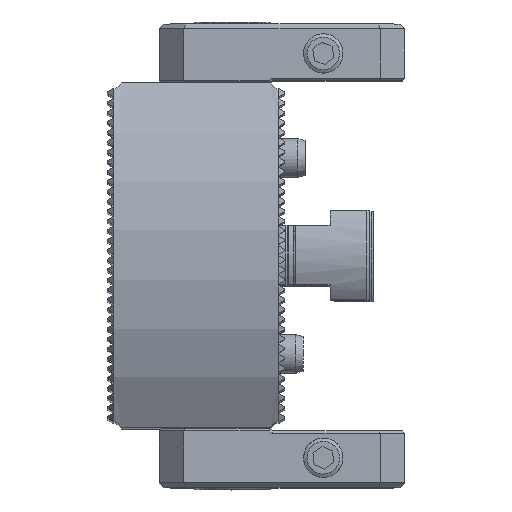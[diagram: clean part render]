
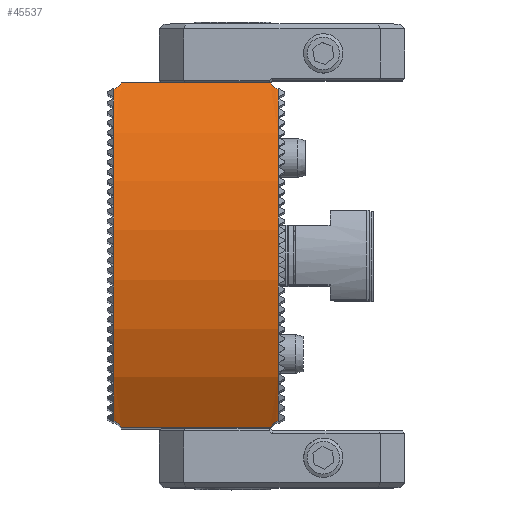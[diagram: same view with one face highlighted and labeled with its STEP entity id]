
A CAD part, top view. The second image highlights one B-rep face of the part: STEP entity #45537.
In plain terms, the highlighted cylindrical face has radius 65 mm (diameter 130 mm), a partial arc.
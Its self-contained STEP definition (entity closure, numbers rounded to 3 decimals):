
#39 = CARTESIAN_POINT ( 'NONE',  ( 15.1, 35., 104.772 ) ) ;
#463 = EDGE_LOOP ( 'NONE', ( #49320, #6193, #51332, #23048, #40039, #38432, #15832, #7068, #6047, #613, #16896, #35051 ) ) ;
#613 = ORIENTED_EDGE ( 'NONE', *, *, #7340, .T. ) ;
#1004 = LINE ( 'NONE', #26985, #54522 ) ;
#1192 = DIRECTION ( 'NONE',  ( 0., 0., -1. ) ) ;
#1277 = CARTESIAN_POINT ( 'NONE',  ( -16.7, -33.8, 105.521 ) ) ;
#1319 = CARTESIAN_POINT ( 'NONE',  ( 18.3, -33.8, 105.521 ) ) ;
#1471 = AXIS2_PLACEMENT_3D ( 'NONE', #14056, #18613, #1192 ) ;
#2592 = CARTESIAN_POINT ( 'NONE',  ( 16.3, 33.8, 105.521 ) ) ;
#2789 = CARTESIAN_POINT ( 'NONE',  ( -16.3, -33.8, 105.521 ) ) ;
#2844 = CARTESIAN_POINT ( 'NONE',  ( 16.3, -33.8, 105.521 ) ) ;
#3047 = LINE ( 'NONE', #1319, #17281 ) ;
#3149 = CARTESIAN_POINT ( 'NONE',  ( -15.497, 34.603, 105.026 ) ) ;
#3185 = DIRECTION ( 'NONE',  ( 0., 0., 1. ) ) ;
#4150 = CARTESIAN_POINT ( 'NONE',  ( 15.497, -34.603, 105.026 ) ) ;
#5203 = DIRECTION ( 'NONE',  ( 1., 0., 0. ) ) ;
#6047 = ORIENTED_EDGE ( 'NONE', *, *, #11152, .F. ) ;
#6193 = ORIENTED_EDGE ( 'NONE', *, *, #8521, .F. ) ;
#7068 = ORIENTED_EDGE ( 'NONE', *, *, #11430, .F. ) ;
#7191 = VECTOR ( 'NONE', #40902, 1000. ) ;
#7283 = CARTESIAN_POINT ( 'NONE',  ( 18.3, 0., 50. ) ) ;
#7340 = EDGE_CURVE ( 'NONE', #19415, #47423, #19709, .T. ) ;
#8027 = CARTESIAN_POINT ( 'NONE',  ( -15.1, -35., 104.772 ) ) ;
#8521 = EDGE_CURVE ( 'NONE', #40437, #35919, #54069, .T. ) ;
#8538 = CARTESIAN_POINT ( 'NONE',  ( 16.7, 33.8, 105.521 ) ) ;
#9820 = LINE ( 'NONE', #22581, #11165 ) ;
#11071 = FACE_OUTER_BOUND ( 'NONE', #463, .T. ) ;
#11152 = EDGE_CURVE ( 'NONE', #19415, #34792, #50806, .T. ) ;
#11165 = VECTOR ( 'NONE', #47945, 1000. ) ;
#11332 = VECTOR ( 'NONE', #48440, 1000. ) ;
#11430 = EDGE_CURVE ( 'NONE', #34792, #29385, #32148, .T. ) ;
#12998 = CARTESIAN_POINT ( 'NONE',  ( 16.3, -33.8, 105.521 ) ) ;
#13291 = VERTEX_POINT ( 'NONE', #21383 ) ;
#13799 = CARTESIAN_POINT ( 'NONE',  ( 18.3, -33.8, 105.521 ) ) ;
#14056 = CARTESIAN_POINT ( 'NONE',  ( -16.7, 0., 50. ) ) ;
#15832 = ORIENTED_EDGE ( 'NONE', *, *, #28833, .F. ) ;
#15953 = CARTESIAN_POINT ( 'NONE',  ( 18.3, -35., 104.772 ) ) ;
#16562 = CIRCLE ( 'NONE', #31233, 65. ) ;
#16847 = CARTESIAN_POINT ( 'NONE',  ( 15.1, -35., 104.772 ) ) ;
#16896 = ORIENTED_EDGE ( 'NONE', *, *, #20182, .T. ) ;
#17281 = VECTOR ( 'NONE', #31186, 1000. ) ;
#17452 = CARTESIAN_POINT ( 'NONE',  ( -15.1, -35., 104.772 ) ) ;
#18613 = DIRECTION ( 'NONE',  ( 1., 0., 0. ) ) ;
#19415 = VERTEX_POINT ( 'NONE', #30681 ) ;
#19709 =( BOUNDED_CURVE ( )  B_SPLINE_CURVE ( 3, ( #16847, #4150, #51650, #12998 ),
 .UNSPECIFIED., .F., .F. ) 
 B_SPLINE_CURVE_WITH_KNOTS ( ( 4, 4 ),
 ( 1.002, 1.024 ),
 .UNSPECIFIED. ) 
 CURVE ( )  GEOMETRIC_REPRESENTATION_ITEM ( )  RATIONAL_B_SPLINE_CURVE ( ( 1., 1., 1., 1. ) ) 
 REPRESENTATION_ITEM ( '' )  );
#20182 = EDGE_CURVE ( 'NONE', #47423, #52070, #3047, .T. ) ;
#21383 = CARTESIAN_POINT ( 'NONE',  ( -15.1, 35., 104.772 ) ) ;
#21668 = CARTESIAN_POINT ( 'NONE',  ( 16.7, 0., 50. ) ) ;
#21706 = VECTOR ( 'NONE', #50592, 1000. ) ;
#22581 = CARTESIAN_POINT ( 'NONE',  ( 18.3, 35., 104.772 ) ) ;
#22999 = EDGE_CURVE ( 'NONE', #38485, #27954, #36639, .T. ) ;
#23048 = ORIENTED_EDGE ( 'NONE', *, *, #40144, .T. ) ;
#24926 = CARTESIAN_POINT ( 'NONE',  ( -16.3, 33.8, 105.521 ) ) ;
#26185 = DIRECTION ( 'NONE',  ( 0., 0., -1. ) ) ;
#26259 = LINE ( 'NONE', #13799, #11332 ) ;
#26926 = VERTEX_POINT ( 'NONE', #8538 ) ;
#26985 = CARTESIAN_POINT ( 'NONE',  ( 18.3, 33.8, 105.521 ) ) ;
#27830 = CARTESIAN_POINT ( 'NONE',  ( 18.3, 33.8, 105.521 ) ) ;
#27954 = VERTEX_POINT ( 'NONE', #1277 ) ;
#28045 = CARTESIAN_POINT ( 'NONE',  ( 15.1, 35., 104.772 ) ) ;
#28833 = EDGE_CURVE ( 'NONE', #29385, #27954, #26259, .T. ) ;
#29385 = VERTEX_POINT ( 'NONE', #2789 ) ;
#29858 = CARTESIAN_POINT ( 'NONE',  ( -16.3, 33.8, 105.521 ) ) ;
#30253 = EDGE_CURVE ( 'NONE', #40437, #13291, #9820, .T. ) ;
#30469 = CARTESIAN_POINT ( 'NONE',  ( -16.3, -33.8, 105.521 ) ) ;
#30681 = CARTESIAN_POINT ( 'NONE',  ( 15.1, -35., 104.772 ) ) ;
#31186 = DIRECTION ( 'NONE',  ( 1., 0., 0. ) ) ;
#31233 = AXIS2_PLACEMENT_3D ( 'NONE', #21668, #52123, #26185 ) ;
#32148 =( BOUNDED_CURVE ( )  B_SPLINE_CURVE ( 3, ( #17452, #43530, #43926, #30469 ),
 .UNSPECIFIED., .F., .F. ) 
 B_SPLINE_CURVE_WITH_KNOTS ( ( 4, 4 ),
 ( 4.144, 4.166 ),
 .UNSPECIFIED. ) 
 CURVE ( )  GEOMETRIC_REPRESENTATION_ITEM ( )  RATIONAL_B_SPLINE_CURVE ( ( 1., 1., 1., 1. ) ) 
 REPRESENTATION_ITEM ( '' )  );
#34352 = EDGE_CURVE ( 'NONE', #39789, #38485, #49249, .T. ) ;
#34792 = VERTEX_POINT ( 'NONE', #8027 ) ;
#35051 = ORIENTED_EDGE ( 'NONE', *, *, #44687, .T. ) ;
#35919 = VERTEX_POINT ( 'NONE', #2592 ) ;
#36599 = EDGE_CURVE ( 'NONE', #35919, #26926, #1004, .T. ) ;
#36639 = CIRCLE ( 'NONE', #1471, 65. ) ;
#38432 = ORIENTED_EDGE ( 'NONE', *, *, #22999, .T. ) ;
#38485 = VERTEX_POINT ( 'NONE', #40592 ) ;
#39789 = VERTEX_POINT ( 'NONE', #29858 ) ;
#40034 =( BOUNDED_CURVE ( )  B_SPLINE_CURVE ( 3, ( #42284, #3149, #41726, #24926 ),
 .UNSPECIFIED., .F., .F. ) 
 B_SPLINE_CURVE_WITH_KNOTS ( ( 4, 4 ),
 ( 4.144, 4.166 ),
 .UNSPECIFIED. ) 
 CURVE ( )  GEOMETRIC_REPRESENTATION_ITEM ( )  RATIONAL_B_SPLINE_CURVE ( ( 1., 1., 1., 1. ) ) 
 REPRESENTATION_ITEM ( '' )  );
#40039 = ORIENTED_EDGE ( 'NONE', *, *, #34352, .T. ) ;
#40144 = EDGE_CURVE ( 'NONE', #13291, #39789, #40034, .T. ) ;
#40437 = VERTEX_POINT ( 'NONE', #28045 ) ;
#40592 = CARTESIAN_POINT ( 'NONE',  ( -16.7, 33.8, 105.521 ) ) ;
#40902 = DIRECTION ( 'NONE',  ( -1., 0., 0. ) ) ;
#41726 = CARTESIAN_POINT ( 'NONE',  ( -15.897, 34.203, 105.276 ) ) ;
#42284 = CARTESIAN_POINT ( 'NONE',  ( -15.1, 35., 104.772 ) ) ;
#43516 = CARTESIAN_POINT ( 'NONE',  ( 15.897, 34.203, 105.276 ) ) ;
#43530 = CARTESIAN_POINT ( 'NONE',  ( -15.497, -34.603, 105.026 ) ) ;
#43561 = CYLINDRICAL_SURFACE ( 'NONE', #48006, 65. ) ;
#43926 = CARTESIAN_POINT ( 'NONE',  ( -15.897, -34.203, 105.276 ) ) ;
#44687 = EDGE_CURVE ( 'NONE', #52070, #26926, #16562, .T. ) ;
#45537 = ADVANCED_FACE ( 'NONE', ( #11071 ), #43561, .T. ) ;
#45952 = DIRECTION ( 'NONE',  ( -1., 0., 0. ) ) ;
#47423 = VERTEX_POINT ( 'NONE', #2844 ) ;
#47945 = DIRECTION ( 'NONE',  ( -1., 0., 0. ) ) ;
#48006 = AXIS2_PLACEMENT_3D ( 'NONE', #7283, #45952, #3185 ) ;
#48075 = CARTESIAN_POINT ( 'NONE',  ( 15.497, 34.603, 105.026 ) ) ;
#48360 = CARTESIAN_POINT ( 'NONE',  ( 16.7, -33.8, 105.521 ) ) ;
#48440 = DIRECTION ( 'NONE',  ( -1., 0., 0. ) ) ;
#48447 = CARTESIAN_POINT ( 'NONE',  ( 16.3, 33.8, 105.521 ) ) ;
#49249 = LINE ( 'NONE', #27830, #7191 ) ;
#49320 = ORIENTED_EDGE ( 'NONE', *, *, #36599, .F. ) ;
#50592 = DIRECTION ( 'NONE',  ( -1., 0., 0. ) ) ;
#50806 = LINE ( 'NONE', #15953, #21706 ) ;
#51332 = ORIENTED_EDGE ( 'NONE', *, *, #30253, .T. ) ;
#51650 = CARTESIAN_POINT ( 'NONE',  ( 15.897, -34.203, 105.276 ) ) ;
#52070 = VERTEX_POINT ( 'NONE', #48360 ) ;
#52123 = DIRECTION ( 'NONE',  ( -1., 0., 0. ) ) ;
#54069 =( BOUNDED_CURVE ( )  B_SPLINE_CURVE ( 3, ( #39, #48075, #43516, #48447 ),
 .UNSPECIFIED., .F., .F. ) 
 B_SPLINE_CURVE_WITH_KNOTS ( ( 4, 4 ),
 ( 1.002, 1.024 ),
 .UNSPECIFIED. ) 
 CURVE ( )  GEOMETRIC_REPRESENTATION_ITEM ( )  RATIONAL_B_SPLINE_CURVE ( ( 1., 1., 1., 1. ) ) 
 REPRESENTATION_ITEM ( '' )  );
#54522 = VECTOR ( 'NONE', #5203, 1000. ) ;
